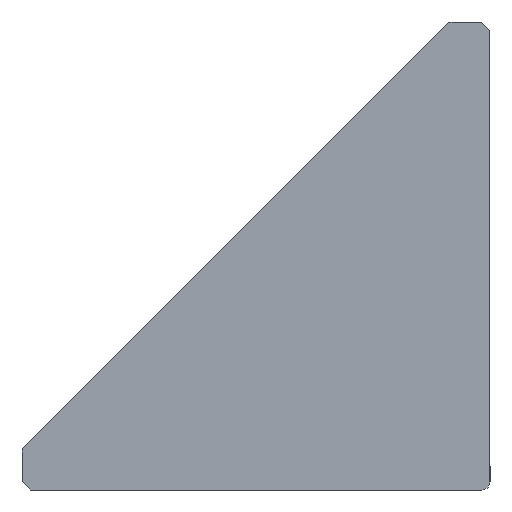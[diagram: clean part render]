
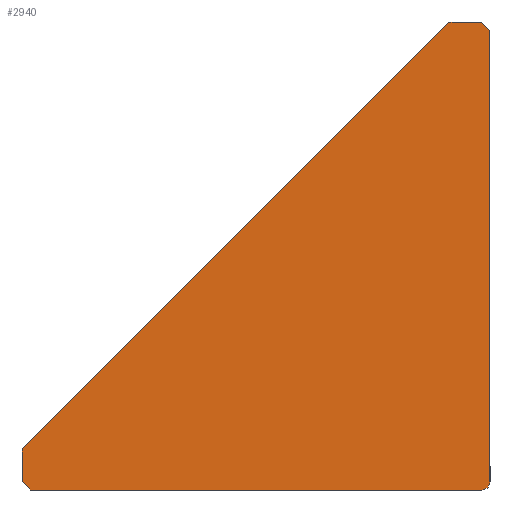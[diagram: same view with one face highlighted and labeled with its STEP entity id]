
A CAD part, left-side view. The second image highlights one B-rep face of the part: STEP entity #2940.
In plain terms, the highlighted planar face has unit normal (-1, 0, 0).
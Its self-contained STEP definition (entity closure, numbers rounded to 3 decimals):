
#50 = PLANE('',#51);
#51 = AXIS2_PLACEMENT_3D('',#52,#53,#54);
#52 = CARTESIAN_POINT('',(14.,1.,57.));
#53 = DIRECTION('',(0.,0.707,-0.707));
#54 = DIRECTION('',(0.,0.707,0.707));
#75 = VERTEX_POINT('',#76);
#76 = CARTESIAN_POINT('',(-14.,1.,57.));
#90 = PLANE('',#91);
#91 = AXIS2_PLACEMENT_3D('',#92,#93,#94);
#92 = CARTESIAN_POINT('',(14.,5.,57.));
#93 = DIRECTION('',(0.,0.,-1.));
#94 = DIRECTION('',(-1.,0.,0.));
#102 = EDGE_CURVE('',#75,#103,#105,.T.);
#103 = VERTEX_POINT('',#104);
#104 = CARTESIAN_POINT('',(-14.,0.,56.));
#105 = SURFACE_CURVE('',#106,(#110,#117),.PCURVE_S1.);
#106 = LINE('',#107,#108);
#107 = CARTESIAN_POINT('',(-14.,1.,57.));
#108 = VECTOR('',#109,1.);
#109 = DIRECTION('',(0.,-0.707,-0.707));
#110 = PCURVE('',#50,#111);
#111 = DEFINITIONAL_REPRESENTATION('',(#112),#116);
#112 = LINE('',#113,#114);
#113 = CARTESIAN_POINT('',(0.,-28.));
#114 = VECTOR('',#115,1.);
#115 = DIRECTION('',(-1.,0.));
#116 = ( GEOMETRIC_REPRESENTATION_CONTEXT(2) 
PARAMETRIC_REPRESENTATION_CONTEXT() REPRESENTATION_CONTEXT('2D SPACE',''
  ) );
#117 = PCURVE('',#118,#123);
#118 = PLANE('',#119);
#119 = AXIS2_PLACEMENT_3D('',#120,#121,#122);
#120 = CARTESIAN_POINT('',(-14.,1.,1.));
#121 = DIRECTION('',(1.,0.,0.));
#122 = DIRECTION('',(0.,0.,-1.));
#123 = DEFINITIONAL_REPRESENTATION('',(#124),#128);
#124 = LINE('',#125,#126);
#125 = CARTESIAN_POINT('',(-56.,0.));
#126 = VECTOR('',#127,1.);
#127 = DIRECTION('',(0.707,-0.707));
#128 = ( GEOMETRIC_REPRESENTATION_CONTEXT(2) 
PARAMETRIC_REPRESENTATION_CONTEXT() REPRESENTATION_CONTEXT('2D SPACE',''
  ) );
#144 = PLANE('',#145);
#145 = AXIS2_PLACEMENT_3D('',#146,#147,#148);
#146 = CARTESIAN_POINT('',(14.,0.,56.));
#147 = DIRECTION('',(0.,1.,0.));
#148 = DIRECTION('',(0.,-0.,1.));
#170 = PLANE('',#171);
#171 = AXIS2_PLACEMENT_3D('',#172,#173,#174);
#172 = CARTESIAN_POINT('',(14.,56.,0.));
#173 = DIRECTION('',(0.,-0.707,0.707));
#174 = DIRECTION('',(0.,-0.707,-0.707));
#195 = VERTEX_POINT('',#196);
#196 = CARTESIAN_POINT('',(-14.,56.,0.));
#210 = PLANE('',#211);
#211 = AXIS2_PLACEMENT_3D('',#212,#213,#214);
#212 = CARTESIAN_POINT('',(14.,1.,0.));
#213 = DIRECTION('',(0.,0.,1.));
#214 = DIRECTION('',(1.,0.,-0.));
#222 = EDGE_CURVE('',#195,#223,#225,.T.);
#223 = VERTEX_POINT('',#224);
#224 = CARTESIAN_POINT('',(-14.,57.,1.));
#225 = SURFACE_CURVE('',#226,(#230,#237),.PCURVE_S1.);
#226 = LINE('',#227,#228);
#227 = CARTESIAN_POINT('',(-14.,56.,0.));
#228 = VECTOR('',#229,1.);
#229 = DIRECTION('',(0.,0.707,0.707));
#230 = PCURVE('',#170,#231);
#231 = DEFINITIONAL_REPRESENTATION('',(#232),#236);
#232 = LINE('',#233,#234);
#233 = CARTESIAN_POINT('',(-0.,-28.));
#234 = VECTOR('',#235,1.);
#235 = DIRECTION('',(-1.,0.));
#236 = ( GEOMETRIC_REPRESENTATION_CONTEXT(2) 
PARAMETRIC_REPRESENTATION_CONTEXT() REPRESENTATION_CONTEXT('2D SPACE',''
  ) );
#237 = PCURVE('',#118,#238);
#238 = DEFINITIONAL_REPRESENTATION('',(#239),#243);
#239 = LINE('',#240,#241);
#240 = CARTESIAN_POINT('',(1.,55.));
#241 = VECTOR('',#242,1.);
#242 = DIRECTION('',(-0.707,0.707));
#243 = ( GEOMETRIC_REPRESENTATION_CONTEXT(2) 
PARAMETRIC_REPRESENTATION_CONTEXT() REPRESENTATION_CONTEXT('2D SPACE',''
  ) );
#259 = PLANE('',#260);
#260 = AXIS2_PLACEMENT_3D('',#261,#262,#263);
#261 = CARTESIAN_POINT('',(14.,57.,1.));
#262 = DIRECTION('',(0.,-1.,0.));
#263 = DIRECTION('',(0.,0.,-1.));
#730 = CYLINDRICAL_SURFACE('',#731,1.);
#731 = AXIS2_PLACEMENT_3D('',#732,#733,#734);
#732 = CARTESIAN_POINT('',(14.,1.,1.));
#733 = DIRECTION('',(-1.,0.,0.));
#734 = DIRECTION('',(0.,0.,1.));
#755 = VERTEX_POINT('',#756);
#756 = CARTESIAN_POINT('',(-14.,0.,1.));
#777 = EDGE_CURVE('',#755,#778,#780,.T.);
#778 = VERTEX_POINT('',#779);
#779 = CARTESIAN_POINT('',(-14.,1.,0.));
#780 = SURFACE_CURVE('',#781,(#786,#793),.PCURVE_S1.);
#781 = CIRCLE('',#782,1.);
#782 = AXIS2_PLACEMENT_3D('',#783,#784,#785);
#783 = CARTESIAN_POINT('',(-14.,1.,1.));
#784 = DIRECTION('',(1.,0.,0.));
#785 = DIRECTION('',(0.,0.,-1.));
#786 = PCURVE('',#730,#787);
#787 = DEFINITIONAL_REPRESENTATION('',(#788),#792);
#788 = LINE('',#789,#790);
#789 = CARTESIAN_POINT('',(9.425,28.));
#790 = VECTOR('',#791,1.);
#791 = DIRECTION('',(-1.,0.));
#792 = ( GEOMETRIC_REPRESENTATION_CONTEXT(2) 
PARAMETRIC_REPRESENTATION_CONTEXT() REPRESENTATION_CONTEXT('2D SPACE',''
  ) );
#793 = PCURVE('',#118,#794);
#794 = DEFINITIONAL_REPRESENTATION('',(#795),#799);
#795 = CIRCLE('',#796,1.);
#796 = AXIS2_PLACEMENT_2D('',#797,#798);
#797 = CARTESIAN_POINT('',(0.,0.));
#798 = DIRECTION('',(1.,0.));
#799 = ( GEOMETRIC_REPRESENTATION_CONTEXT(2) 
PARAMETRIC_REPRESENTATION_CONTEXT() REPRESENTATION_CONTEXT('2D SPACE',''
  ) );
#836 = PLANE('',#837);
#837 = AXIS2_PLACEMENT_3D('',#838,#839,#840);
#838 = CARTESIAN_POINT('',(14.,57.,5.));
#839 = DIRECTION('',(0.,-0.707,-0.707));
#840 = DIRECTION('',(0.,0.707,-0.707));
#953 = VERTEX_POINT('',#954);
#954 = CARTESIAN_POINT('',(-14.,57.,5.));
#975 = EDGE_CURVE('',#953,#976,#978,.T.);
#976 = VERTEX_POINT('',#977);
#977 = CARTESIAN_POINT('',(-14.,5.,57.));
#978 = SURFACE_CURVE('',#979,(#983,#990),.PCURVE_S1.);
#979 = LINE('',#980,#981);
#980 = CARTESIAN_POINT('',(-14.,57.,5.));
#981 = VECTOR('',#982,1.);
#982 = DIRECTION('',(0.,-0.707,0.707));
#983 = PCURVE('',#836,#984);
#984 = DEFINITIONAL_REPRESENTATION('',(#985),#989);
#985 = LINE('',#986,#987);
#986 = CARTESIAN_POINT('',(0.,-28.));
#987 = VECTOR('',#988,1.);
#988 = DIRECTION('',(-1.,0.));
#989 = ( GEOMETRIC_REPRESENTATION_CONTEXT(2) 
PARAMETRIC_REPRESENTATION_CONTEXT() REPRESENTATION_CONTEXT('2D SPACE',''
  ) );
#990 = PCURVE('',#118,#991);
#991 = DEFINITIONAL_REPRESENTATION('',(#992),#996);
#992 = LINE('',#993,#994);
#993 = CARTESIAN_POINT('',(-4.,56.));
#994 = VECTOR('',#995,1.);
#995 = DIRECTION('',(-0.707,-0.707));
#996 = ( GEOMETRIC_REPRESENTATION_CONTEXT(2) 
PARAMETRIC_REPRESENTATION_CONTEXT() REPRESENTATION_CONTEXT('2D SPACE',''
  ) );
#1203 = EDGE_CURVE('',#976,#75,#1204,.T.);
#1204 = SURFACE_CURVE('',#1205,(#1209,#1216),.PCURVE_S1.);
#1205 = LINE('',#1206,#1207);
#1206 = CARTESIAN_POINT('',(-14.,5.,57.));
#1207 = VECTOR('',#1208,1.);
#1208 = DIRECTION('',(0.,-1.,0.));
#1209 = PCURVE('',#90,#1210);
#1210 = DEFINITIONAL_REPRESENTATION('',(#1211),#1215);
#1211 = LINE('',#1212,#1213);
#1212 = CARTESIAN_POINT('',(28.,0.));
#1213 = VECTOR('',#1214,1.);
#1214 = DIRECTION('',(0.,-1.));
#1215 = ( GEOMETRIC_REPRESENTATION_CONTEXT(2) 
PARAMETRIC_REPRESENTATION_CONTEXT() REPRESENTATION_CONTEXT('2D SPACE',''
  ) );
#1216 = PCURVE('',#118,#1217);
#1217 = DEFINITIONAL_REPRESENTATION('',(#1218),#1222);
#1218 = LINE('',#1219,#1220);
#1219 = CARTESIAN_POINT('',(-56.,4.));
#1220 = VECTOR('',#1221,1.);
#1221 = DIRECTION('',(0.,-1.));
#1222 = ( GEOMETRIC_REPRESENTATION_CONTEXT(2) 
PARAMETRIC_REPRESENTATION_CONTEXT() REPRESENTATION_CONTEXT('2D SPACE',''
  ) );
#1617 = EDGE_CURVE('',#103,#755,#1618,.T.);
#1618 = SURFACE_CURVE('',#1619,(#1623,#1630),.PCURVE_S1.);
#1619 = LINE('',#1620,#1621);
#1620 = CARTESIAN_POINT('',(-14.,0.,56.));
#1621 = VECTOR('',#1622,1.);
#1622 = DIRECTION('',(0.,0.,-1.));
#1623 = PCURVE('',#144,#1624);
#1624 = DEFINITIONAL_REPRESENTATION('',(#1625),#1629);
#1625 = LINE('',#1626,#1627);
#1626 = CARTESIAN_POINT('',(0.,-28.));
#1627 = VECTOR('',#1628,1.);
#1628 = DIRECTION('',(-1.,0.));
#1629 = ( GEOMETRIC_REPRESENTATION_CONTEXT(2) 
PARAMETRIC_REPRESENTATION_CONTEXT() REPRESENTATION_CONTEXT('2D SPACE',''
  ) );
#1630 = PCURVE('',#118,#1631);
#1631 = DEFINITIONAL_REPRESENTATION('',(#1632),#1636);
#1632 = LINE('',#1633,#1634);
#1633 = CARTESIAN_POINT('',(-55.,-1.));
#1634 = VECTOR('',#1635,1.);
#1635 = DIRECTION('',(1.,0.));
#1636 = ( GEOMETRIC_REPRESENTATION_CONTEXT(2) 
PARAMETRIC_REPRESENTATION_CONTEXT() REPRESENTATION_CONTEXT('2D SPACE',''
  ) );
#2559 = EDGE_CURVE('',#778,#195,#2560,.T.);
#2560 = SURFACE_CURVE('',#2561,(#2565,#2572),.PCURVE_S1.);
#2561 = LINE('',#2562,#2563);
#2562 = CARTESIAN_POINT('',(-14.,1.,0.));
#2563 = VECTOR('',#2564,1.);
#2564 = DIRECTION('',(0.,1.,0.));
#2565 = PCURVE('',#210,#2566);
#2566 = DEFINITIONAL_REPRESENTATION('',(#2567),#2571);
#2567 = LINE('',#2568,#2569);
#2568 = CARTESIAN_POINT('',(-28.,0.));
#2569 = VECTOR('',#2570,1.);
#2570 = DIRECTION('',(0.,1.));
#2571 = ( GEOMETRIC_REPRESENTATION_CONTEXT(2) 
PARAMETRIC_REPRESENTATION_CONTEXT() REPRESENTATION_CONTEXT('2D SPACE',''
  ) );
#2572 = PCURVE('',#118,#2573);
#2573 = DEFINITIONAL_REPRESENTATION('',(#2574),#2578);
#2574 = LINE('',#2575,#2576);
#2575 = CARTESIAN_POINT('',(1.,0.));
#2576 = VECTOR('',#2577,1.);
#2577 = DIRECTION('',(0.,1.));
#2578 = ( GEOMETRIC_REPRESENTATION_CONTEXT(2) 
PARAMETRIC_REPRESENTATION_CONTEXT() REPRESENTATION_CONTEXT('2D SPACE',''
  ) );
#2745 = EDGE_CURVE('',#223,#953,#2746,.T.);
#2746 = SURFACE_CURVE('',#2747,(#2751,#2758),.PCURVE_S1.);
#2747 = LINE('',#2748,#2749);
#2748 = CARTESIAN_POINT('',(-14.,57.,1.));
#2749 = VECTOR('',#2750,1.);
#2750 = DIRECTION('',(0.,0.,1.));
#2751 = PCURVE('',#259,#2752);
#2752 = DEFINITIONAL_REPRESENTATION('',(#2753),#2757);
#2753 = LINE('',#2754,#2755);
#2754 = CARTESIAN_POINT('',(0.,-28.));
#2755 = VECTOR('',#2756,1.);
#2756 = DIRECTION('',(-1.,0.));
#2757 = ( GEOMETRIC_REPRESENTATION_CONTEXT(2) 
PARAMETRIC_REPRESENTATION_CONTEXT() REPRESENTATION_CONTEXT('2D SPACE',''
  ) );
#2758 = PCURVE('',#118,#2759);
#2759 = DEFINITIONAL_REPRESENTATION('',(#2760),#2764);
#2760 = LINE('',#2761,#2762);
#2761 = CARTESIAN_POINT('',(0.,56.));
#2762 = VECTOR('',#2763,1.);
#2763 = DIRECTION('',(-1.,0.));
#2764 = ( GEOMETRIC_REPRESENTATION_CONTEXT(2) 
PARAMETRIC_REPRESENTATION_CONTEXT() REPRESENTATION_CONTEXT('2D SPACE',''
  ) );
#2940 = ADVANCED_FACE('',(#2941),#118,.F.);
#2941 = FACE_BOUND('',#2942,.T.);
#2942 = EDGE_LOOP('',(#2943,#2944,#2945,#2946,#2947,#2948,#2949,#2950));
#2943 = ORIENTED_EDGE('',*,*,#975,.F.);
#2944 = ORIENTED_EDGE('',*,*,#2745,.F.);
#2945 = ORIENTED_EDGE('',*,*,#222,.F.);
#2946 = ORIENTED_EDGE('',*,*,#2559,.F.);
#2947 = ORIENTED_EDGE('',*,*,#777,.F.);
#2948 = ORIENTED_EDGE('',*,*,#1617,.F.);
#2949 = ORIENTED_EDGE('',*,*,#102,.F.);
#2950 = ORIENTED_EDGE('',*,*,#1203,.F.);
